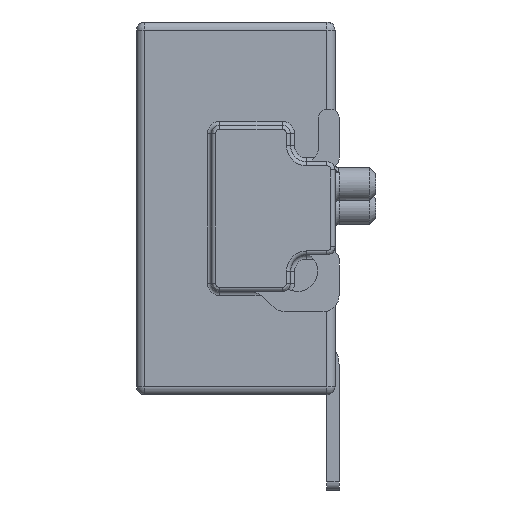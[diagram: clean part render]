
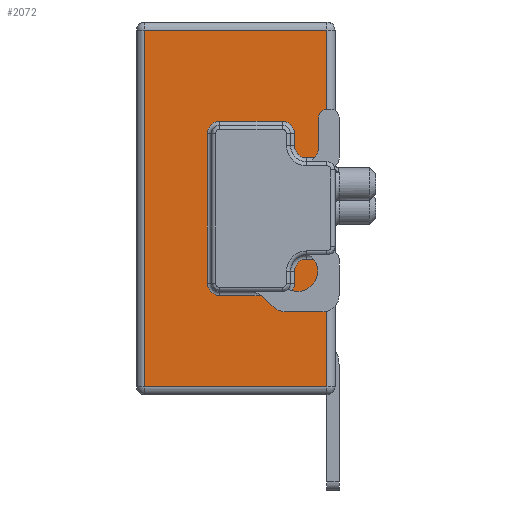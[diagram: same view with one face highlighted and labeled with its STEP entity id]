
A CAD part, left-side view. The second image highlights one B-rep face of the part: STEP entity #2072.
In plain terms, the highlighted planar face has unit normal (-1, 0, 0).
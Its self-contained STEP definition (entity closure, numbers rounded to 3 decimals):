
#1464=FACE_OUTER_BOUND('',#4624,.T.);
#2072=ADVANCED_FACE('',(#1464),#2646,.T.);
#2646=PLANE('',#11058);
#3070=LINE('',#15708,#3911);
#3071=LINE('',#15711,#3912);
#3072=LINE('',#15713,#3913);
#3073=LINE('',#15717,#3914);
#3074=LINE('',#15721,#3915);
#3075=LINE('',#15725,#3916);
#3076=LINE('',#15729,#3917);
#3077=LINE('',#15733,#3918);
#3078=LINE('',#15737,#3919);
#3079=LINE('',#15739,#3920);
#3080=LINE('',#15741,#3921);
#3081=LINE('',#15743,#3922);
#3911=VECTOR('',#12406,1.);
#3912=VECTOR('',#12407,1.);
#3913=VECTOR('',#12408,1.);
#3914=VECTOR('',#12411,1.);
#3915=VECTOR('',#12414,1.);
#3916=VECTOR('',#12417,1.);
#3917=VECTOR('',#12420,1.);
#3918=VECTOR('',#12423,1.);
#3919=VECTOR('',#12426,1.);
#3920=VECTOR('',#12427,1.);
#3921=VECTOR('',#12428,1.);
#3922=VECTOR('',#12429,1.);
#4624=EDGE_LOOP('',(#5533,#5534,#5535,#5536,#5537,#5538,#5539,#5540,#5541,
#5542,#5543,#5544,#5545,#5546,#5547,#5548,#5549,#5550));
#5533=ORIENTED_EDGE('',*,*,#9309,.T.);
#5534=ORIENTED_EDGE('',*,*,#9310,.T.);
#5535=ORIENTED_EDGE('',*,*,#9311,.T.);
#5536=ORIENTED_EDGE('',*,*,#9312,.T.);
#5537=ORIENTED_EDGE('',*,*,#9313,.T.);
#5538=ORIENTED_EDGE('',*,*,#9314,.T.);
#5539=ORIENTED_EDGE('',*,*,#9315,.T.);
#5540=ORIENTED_EDGE('',*,*,#9316,.T.);
#5541=ORIENTED_EDGE('',*,*,#9317,.T.);
#5542=ORIENTED_EDGE('',*,*,#9318,.T.);
#5543=ORIENTED_EDGE('',*,*,#9319,.T.);
#5544=ORIENTED_EDGE('',*,*,#9320,.T.);
#5545=ORIENTED_EDGE('',*,*,#9321,.T.);
#5546=ORIENTED_EDGE('',*,*,#9322,.T.);
#5547=ORIENTED_EDGE('',*,*,#9323,.T.);
#5548=ORIENTED_EDGE('',*,*,#9324,.T.);
#5549=ORIENTED_EDGE('',*,*,#9325,.T.);
#5550=ORIENTED_EDGE('',*,*,#9326,.T.);
#8393=VERTEX_POINT('',#15709);
#8394=VERTEX_POINT('',#15710);
#8395=VERTEX_POINT('',#15712);
#8396=VERTEX_POINT('',#15714);
#8397=VERTEX_POINT('',#15716);
#8398=VERTEX_POINT('',#15718);
#8399=VERTEX_POINT('',#15720);
#8400=VERTEX_POINT('',#15722);
#8401=VERTEX_POINT('',#15724);
#8402=VERTEX_POINT('',#15726);
#8403=VERTEX_POINT('',#15728);
#8404=VERTEX_POINT('',#15730);
#8405=VERTEX_POINT('',#15732);
#8406=VERTEX_POINT('',#15734);
#8407=VERTEX_POINT('',#15736);
#8408=VERTEX_POINT('',#15738);
#8409=VERTEX_POINT('',#15740);
#8410=VERTEX_POINT('',#15742);
#9309=EDGE_CURVE('',#8393,#8394,#3070,.T.);
#9310=EDGE_CURVE('',#8394,#8395,#3071,.T.);
#9311=EDGE_CURVE('',#8395,#8396,#3072,.T.);
#9312=EDGE_CURVE('',#8396,#8397,#10548,.T.);
#9313=EDGE_CURVE('',#8397,#8398,#3073,.T.);
#9314=EDGE_CURVE('',#8398,#8399,#10549,.T.);
#9315=EDGE_CURVE('',#8399,#8400,#3074,.T.);
#9316=EDGE_CURVE('',#8400,#8401,#10550,.T.);
#9317=EDGE_CURVE('',#8401,#8402,#3075,.T.);
#9318=EDGE_CURVE('',#8402,#8403,#10551,.T.);
#9319=EDGE_CURVE('',#8403,#8404,#3076,.T.);
#9320=EDGE_CURVE('',#8404,#8405,#10552,.T.);
#9321=EDGE_CURVE('',#8405,#8406,#3077,.T.);
#9322=EDGE_CURVE('',#8406,#8407,#10553,.T.);
#9323=EDGE_CURVE('',#8407,#8408,#3078,.T.);
#9324=EDGE_CURVE('',#8408,#8409,#3079,.T.);
#9325=EDGE_CURVE('',#8409,#8410,#3080,.T.);
#9326=EDGE_CURVE('',#8410,#8393,#3081,.T.);
#10548=CIRCLE('',#11052,0.3);
#10549=CIRCLE('',#11053,0.3);
#10550=CIRCLE('',#11054,0.3);
#10551=CIRCLE('',#11055,0.3);
#10552=CIRCLE('',#11056,0.3);
#10553=CIRCLE('',#11057,0.3);
#11052=AXIS2_PLACEMENT_3D('',#15715,#12409,#12410);
#11053=AXIS2_PLACEMENT_3D('',#15719,#12412,#12413);
#11054=AXIS2_PLACEMENT_3D('',#15723,#12415,#12416);
#11055=AXIS2_PLACEMENT_3D('',#15727,#12418,#12419);
#11056=AXIS2_PLACEMENT_3D('',#15731,#12421,#12422);
#11057=AXIS2_PLACEMENT_3D('',#15735,#12424,#12425);
#11058=AXIS2_PLACEMENT_3D('',#15744,#12430,#12431);
#12406=DIRECTION('',(0.,-1.,0.));
#12407=DIRECTION('',(0.,0.,1.));
#12408=DIRECTION('',(0.,1.,0.));
#12409=DIRECTION('',(-1.,0.,0.));
#12410=DIRECTION('',(0.,0.,1.));
#12411=DIRECTION('',(0.,0.,-1.));
#12412=DIRECTION('',(1.,0.,0.));
#12413=DIRECTION('',(0.,0.,1.));
#12414=DIRECTION('',(0.,1.,0.));
#12415=DIRECTION('',(1.,0.,0.));
#12416=DIRECTION('',(0.,0.,1.));
#12417=DIRECTION('',(0.,0.,1.));
#12418=DIRECTION('',(1.,0.,0.));
#12419=DIRECTION('',(0.,0.,1.));
#12420=DIRECTION('',(0.,-1.,0.));
#12421=DIRECTION('',(1.,0.,0.));
#12422=DIRECTION('',(0.,0.,1.));
#12423=DIRECTION('',(0.,0.,-1.));
#12424=DIRECTION('',(-1.,0.,0.));
#12425=DIRECTION('',(0.,0.,1.));
#12426=DIRECTION('',(0.,-1.,0.));
#12427=DIRECTION('',(0.,0.,1.));
#12428=DIRECTION('',(0.,1.,0.));
#12429=DIRECTION('',(0.,0.,-1.));
#12430=DIRECTION('',(-1.,0.,0.));
#12431=DIRECTION('',(0.,0.,1.));
#15708=CARTESIAN_POINT('',(-1.49,-2.25,-9.));
#15709=CARTESIAN_POINT('',(-1.49,2.25,-9.));
#15710=CARTESIAN_POINT('',(-1.49,-2.25,-9.));
#15711=CARTESIAN_POINT('',(-1.49,-2.25,-5.85));
#15712=CARTESIAN_POINT('',(-1.49,-2.25,-5.85));
#15713=CARTESIAN_POINT('',(-1.49,-2.25,-5.85));
#15714=CARTESIAN_POINT('',(-1.49,-1.75,-5.85));
#15715=CARTESIAN_POINT('',(-1.49,-1.75,-6.15));
#15716=CARTESIAN_POINT('',(-1.49,-1.45,-6.15));
#15717=CARTESIAN_POINT('',(-1.49,-1.45,-0.2));
#15718=CARTESIAN_POINT('',(-1.49,-1.45,-6.45));
#15719=CARTESIAN_POINT('',(-1.49,-1.15,-6.45));
#15720=CARTESIAN_POINT('',(-1.49,-1.15,-6.75));
#15721=CARTESIAN_POINT('',(-1.49,-2.25,-6.75));
#15722=CARTESIAN_POINT('',(-1.49,0.4,-6.75));
#15723=CARTESIAN_POINT('',(-1.49,0.4,-6.45));
#15724=CARTESIAN_POINT('',(-1.49,0.7,-6.45));
#15725=CARTESIAN_POINT('',(-1.49,0.7,-0.2));
#15726=CARTESIAN_POINT('',(-1.49,0.7,-2.75));
#15727=CARTESIAN_POINT('',(-1.49,0.4,-2.75));
#15728=CARTESIAN_POINT('',(-1.49,0.4,-2.45));
#15729=CARTESIAN_POINT('',(-1.49,-2.25,-2.45));
#15730=CARTESIAN_POINT('',(-1.49,-1.15,-2.45));
#15731=CARTESIAN_POINT('',(-1.49,-1.15,-2.75));
#15732=CARTESIAN_POINT('',(-1.49,-1.45,-2.75));
#15733=CARTESIAN_POINT('',(-1.49,-1.45,-0.2));
#15734=CARTESIAN_POINT('',(-1.49,-1.45,-3.05));
#15735=CARTESIAN_POINT('',(-1.49,-1.75,-3.05));
#15736=CARTESIAN_POINT('',(-1.49,-1.75,-3.35));
#15737=CARTESIAN_POINT('',(-1.49,-2.25,-3.35));
#15738=CARTESIAN_POINT('',(-1.49,-2.25,-3.35));
#15739=CARTESIAN_POINT('',(-1.49,-2.25,-0.2));
#15740=CARTESIAN_POINT('',(-1.49,-2.25,-0.2));
#15741=CARTESIAN_POINT('',(-1.49,2.25,-0.2));
#15742=CARTESIAN_POINT('',(-1.49,2.25,-0.2));
#15743=CARTESIAN_POINT('',(-1.49,2.25,-9.));
#15744=CARTESIAN_POINT('',(-1.49,-2.25,-0.2));
